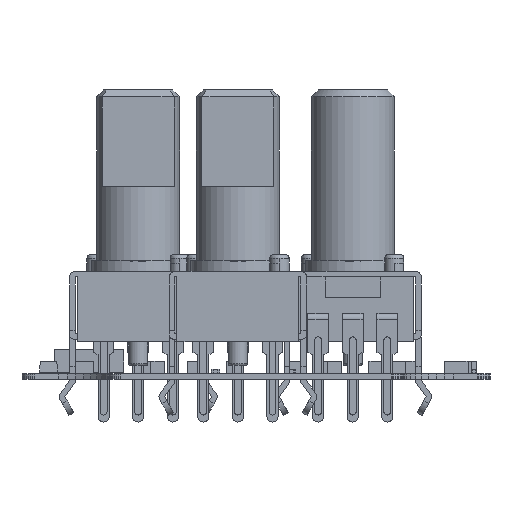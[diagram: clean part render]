
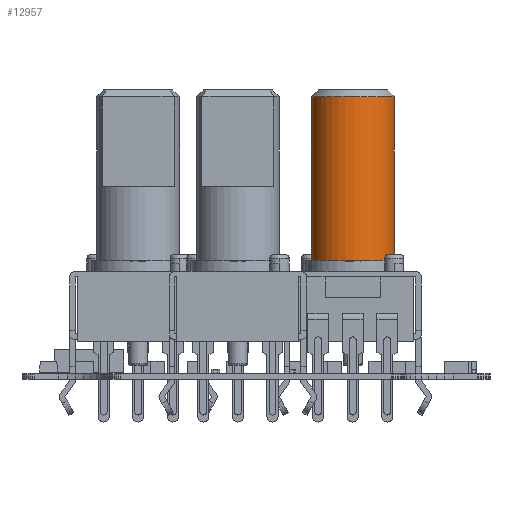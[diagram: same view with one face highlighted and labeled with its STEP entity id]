
A CAD part, left-side view. The second image highlights one B-rep face of the part: STEP entity #12957.
In plain terms, the highlighted cylindrical face has radius 3 mm (diameter 6 mm), a partial arc.
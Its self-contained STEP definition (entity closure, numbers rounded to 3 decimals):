
#12936 = VERTEX_POINT('',#12937);
#12937 = CARTESIAN_POINT('',(3.,-1.2,0.));
#12938 = VERTEX_POINT('',#12939);
#12939 = CARTESIAN_POINT('',(-3.,-1.2,0.));
#12946 = EDGE_CURVE('',#12938,#12936,#12947,.T.);
#12947 = CIRCLE('',#12948,3.);
#12948 = AXIS2_PLACEMENT_3D('',#12949,#12950,#12951);
#12949 = CARTESIAN_POINT('',(0.,-1.2,0.));
#12950 = DIRECTION('',(0.,1.,0.));
#12951 = DIRECTION('',(-1.,0.,0.));
#12957 = ADVANCED_FACE('',(#12958),#12984,.T.);
#12958 = FACE_BOUND('',#12959,.T.);
#12959 = EDGE_LOOP('',(#12960,#12968,#12969,#12977));
#12960 = ORIENTED_EDGE('',*,*,#12961,.T.);
#12961 = EDGE_CURVE('',#12962,#12936,#12964,.T.);
#12962 = VERTEX_POINT('',#12963);
#12963 = CARTESIAN_POINT('',(3.,-13.,0.));
#12964 = LINE('',#12965,#12966);
#12965 = CARTESIAN_POINT('',(3.,-13.,
    0.));
#12966 = VECTOR('',#12967,1.);
#12967 = DIRECTION('',(0.,1.,0.));
#12968 = ORIENTED_EDGE('',*,*,#12946,.F.);
#12969 = ORIENTED_EDGE('',*,*,#12970,.T.);
#12970 = EDGE_CURVE('',#12938,#12971,#12973,.T.);
#12971 = VERTEX_POINT('',#12972);
#12972 = CARTESIAN_POINT('',(-3.,-13.,0.));
#12973 = LINE('',#12974,#12975);
#12974 = CARTESIAN_POINT('',(-3.,-1.2,0.));
#12975 = VECTOR('',#12976,1.);
#12976 = DIRECTION('',(0.,-1.,0.));
#12977 = ORIENTED_EDGE('',*,*,#12978,.T.);
#12978 = EDGE_CURVE('',#12971,#12962,#12979,.T.);
#12979 = CIRCLE('',#12980,3.);
#12980 = AXIS2_PLACEMENT_3D('',#12981,#12982,#12983);
#12981 = CARTESIAN_POINT('',(0.,-13.,0.));
#12982 = DIRECTION('',(0.,1.,0.));
#12983 = DIRECTION('',(-1.,0.,0.));
#12984 = CYLINDRICAL_SURFACE('',#12985,3.);
#12985 = AXIS2_PLACEMENT_3D('',#12986,#12987,#12988);
#12986 = CARTESIAN_POINT('',(0.,-16.245,0.));
#12987 = DIRECTION('',(0.,1.,0.));
#12988 = DIRECTION('',(1.,0.,0.));
